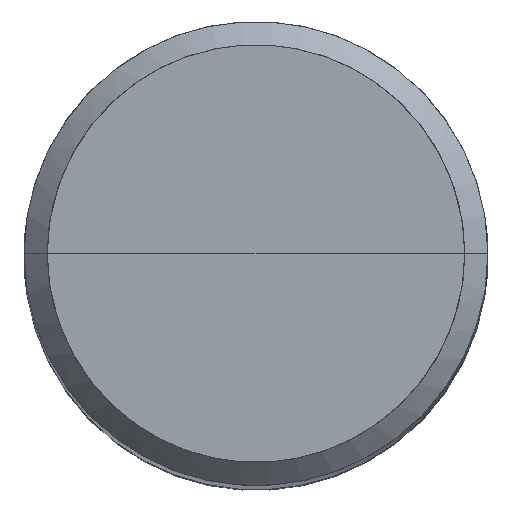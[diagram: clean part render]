
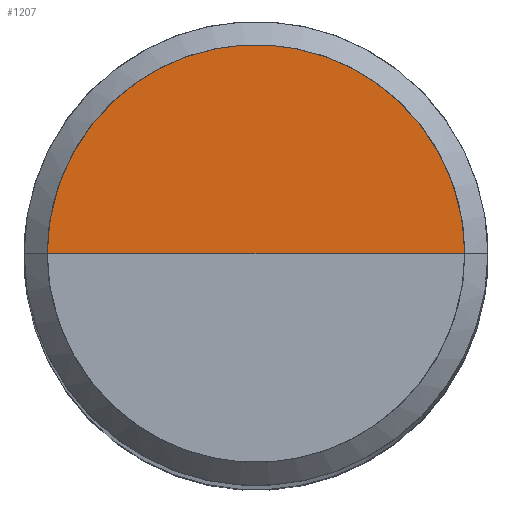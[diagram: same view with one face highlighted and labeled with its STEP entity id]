
A CAD part, top view. The second image highlights one B-rep face of the part: STEP entity #1207.
In plain terms, the highlighted free-form (B-spline) face has degree [1, 2] with [2, 5] control points.
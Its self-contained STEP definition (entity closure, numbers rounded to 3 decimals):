
#944=CARTESIAN_POINT('',(4.5,0.0,46.0));
#945=CARTESIAN_POINT('',(4.5,4.5,46.0));
#946=CARTESIAN_POINT('',(0.0,4.5,46.0));
#947=CARTESIAN_POINT('',(-4.5,4.5,46.0));
#948=CARTESIAN_POINT('',(-4.5,0.0,46.0));
#949=CARTESIAN_POINT('',(0.0,0.0,46.0));
#1192=(
BOUNDED_SURFACE()
B_SPLINE_SURFACE(1,2,(
(#944,#945,#946,#947,#948),
(#949,#949,#949,#949,#949)
), .UNSPECIFIED.,.F.,.F.,.F.)
B_SPLINE_SURFACE_WITH_KNOTS((2,2),(3,2,3),(
0.0,1.0),(
0.0,0.5,1.0), .UNSPECIFIED.)
GEOMETRIC_REPRESENTATION_ITEM()
RATIONAL_B_SPLINE_SURFACE(((1.0,0.707,1.0,0.707,1.0),
(1.0,0.707,1.0,0.707,1.0)
))
REPRESENTATION_ITEM('')
SURFACE()
);
#1193=(
BOUNDED_CURVE()
B_SPLINE_CURVE(2,(#948,#947,#946,#945,#944),.UNSPECIFIED.,.F.,.F.)
B_SPLINE_CURVE_WITH_KNOTS((3,2,3),
(0.0,0.5,1.0),.UNSPECIFIED.)
CURVE()
GEOMETRIC_REPRESENTATION_ITEM()
RATIONAL_B_SPLINE_CURVE((1.0,0.707,1.0,0.707,1.0))
REPRESENTATION_ITEM('')
);
#1194=(
BOUNDED_CURVE()
B_SPLINE_CURVE(1,(#944,#949),.UNSPECIFIED.,.F.,.F.)
B_SPLINE_CURVE_WITH_KNOTS((2,2),
(0.0,1.0),.UNSPECIFIED.)
CURVE()
GEOMETRIC_REPRESENTATION_ITEM()
RATIONAL_B_SPLINE_CURVE((1.0,1.0))
REPRESENTATION_ITEM('')
);
#1195=(
BOUNDED_CURVE()
B_SPLINE_CURVE(1,(#949,#948),.UNSPECIFIED.,.F.,.F.)
B_SPLINE_CURVE_WITH_KNOTS((2,2),
(0.0,1.0),.UNSPECIFIED.)
CURVE()
GEOMETRIC_REPRESENTATION_ITEM()
RATIONAL_B_SPLINE_CURVE((1.0,1.0))
REPRESENTATION_ITEM('')
);
#1196=VERTEX_POINT('',#944);
#1197=VERTEX_POINT('',#948);
#1198=VERTEX_POINT('',#949);
#1199=EDGE_CURVE('',#1197,#1196,#1193,.T.);
#1200=EDGE_CURVE('',#1196,#1198,#1194,.T.);
#1201=EDGE_CURVE('',#1198,#1197,#1195,.T.);
#1202=ORIENTED_EDGE('',*,*,#1199,.T.);
#1203=ORIENTED_EDGE('',*,*,#1200,.T.);
#1204=ORIENTED_EDGE('',*,*,#1201,.T.);
#1205=EDGE_LOOP('',(#1202,#1203,#1204));
#1206=FACE_OUTER_BOUND('',#1205,.T.);
#1207=ADVANCED_FACE('',(#1206),#1192,.T.);
